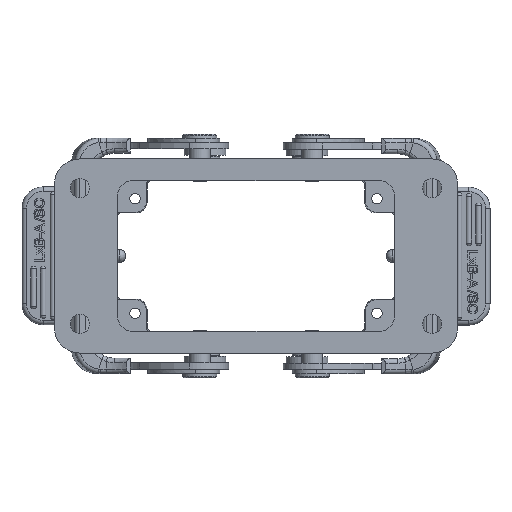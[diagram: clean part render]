
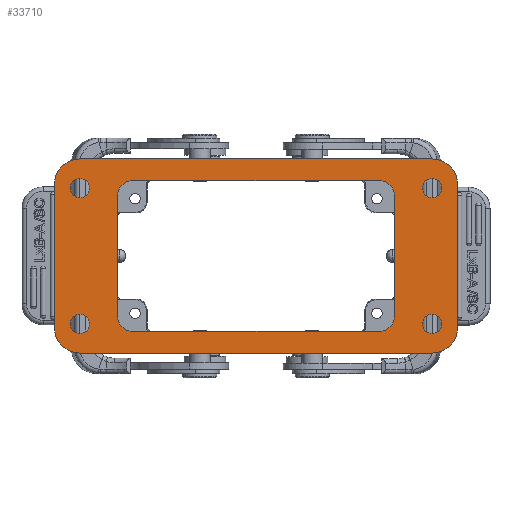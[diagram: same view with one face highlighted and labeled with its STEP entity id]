
A CAD part, front view. The second image highlights one B-rep face of the part: STEP entity #33710.
In plain terms, the highlighted planar face has unit normal (0, -1, 0).
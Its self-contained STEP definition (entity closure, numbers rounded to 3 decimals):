
#5558=CARTESIAN_POINT('',(5.999,0.,
-39.769));
#5559=DIRECTION('',(0.,1.,0.));
#5560=DIRECTION('',(0.,0.,-1.));
#5561=AXIS2_PLACEMENT_3D('',#5558,#5559,#5560);
#5563=CARTESIAN_POINT('',(5.999,0.,-5.999));
#5564=DIRECTION('',(0.,1.,0.));
#5565=DIRECTION('',(-1.,0.,0.));
#5566=AXIS2_PLACEMENT_3D('',#5563,#5564,#5565);
#5568=CARTESIAN_POINT('',(89.001,0.,-5.999));
#5569=DIRECTION('',(0.,1.,0.));
#5570=DIRECTION('',(0.,0.,1.));
#5571=AXIS2_PLACEMENT_3D('',#5568,#5569,#5570);
#5573=CARTESIAN_POINT('',(89.001,0.,-39.769));
#5574=DIRECTION('',(0.,1.,0.));
#5575=DIRECTION('',(1.,0.,0.));
#5576=AXIS2_PLACEMENT_3D('',#5573,#5574,#5575);
#5578=CARTESIAN_POINT('',(89.,0.,-6.884));
#5579=DIRECTION('',(0.,-1.,0.));
#5580=DIRECTION('',(-1.,0.,0.));
#5581=AXIS2_PLACEMENT_3D('',#5578,#5579,#5580);
#5583=CARTESIAN_POINT('',(89.,0.,-6.884));
#5584=DIRECTION('',(0.,-1.,0.));
#5585=DIRECTION('',(1.,0.,0.));
#5586=AXIS2_PLACEMENT_3D('',#5583,#5584,#5585);
#5588=CARTESIAN_POINT('',(89.,0.,-38.884));
#5589=DIRECTION('',(0.,-1.,0.));
#5590=DIRECTION('',(-1.,0.,0.));
#5591=AXIS2_PLACEMENT_3D('',#5588,#5589,#5590);
#5593=CARTESIAN_POINT('',(89.,0.,-38.884));
#5594=DIRECTION('',(0.,-1.,0.));
#5595=DIRECTION('',(1.,0.,0.));
#5596=AXIS2_PLACEMENT_3D('',#5593,#5594,#5595);
#5598=CARTESIAN_POINT('',(6.,0.,-6.884));
#5599=DIRECTION('',(0.,-1.,0.));
#5600=DIRECTION('',(-1.,0.,0.));
#5601=AXIS2_PLACEMENT_3D('',#5598,#5599,#5600);
#5603=CARTESIAN_POINT('',(6.,0.,-6.884));
#5604=DIRECTION('',(0.,-1.,0.));
#5605=DIRECTION('',(1.,0.,0.));
#5606=AXIS2_PLACEMENT_3D('',#5603,#5604,#5605);
#5608=CARTESIAN_POINT('',(6.,0.,-38.884));
#5609=DIRECTION('',(0.,-1.,0.));
#5610=DIRECTION('',(-1.,0.,0.));
#5611=AXIS2_PLACEMENT_3D('',#5608,#5609,#5610);
#5613=CARTESIAN_POINT('',(6.,0.,-38.884));
#5614=DIRECTION('',(0.,-1.,0.));
#5615=DIRECTION('',(1.,0.,0.));
#5616=AXIS2_PLACEMENT_3D('',#5613,#5614,#5615);
#5618=DIRECTION('',(-1.,0.,0.));
#5619=VECTOR('',#5618,58.177);
#5620=CARTESIAN_POINT('',(76.589,0.,-5.096));
#5621=LINE('',#5620,#5619);
#5622=CARTESIAN_POINT('',(18.411,0.,-8.595));
#5623=DIRECTION('',(0.,-1.,0.));
#5624=DIRECTION('',(0.,0.,1.));
#5625=AXIS2_PLACEMENT_3D('',#5622,#5623,#5624);
#5627=DIRECTION('',(0.,0.,-1.));
#5628=VECTOR('',#5627,28.577);
#5629=CARTESIAN_POINT('',(14.912,0.,-8.595));
#5630=LINE('',#5629,#5628);
#5631=CARTESIAN_POINT('',(18.411,0.,-37.173));
#5632=DIRECTION('',(0.,-1.,0.));
#5633=DIRECTION('',(-1.,0.,0.));
#5634=AXIS2_PLACEMENT_3D('',#5631,#5632,#5633);
#5636=DIRECTION('',(1.,0.,0.));
#5637=VECTOR('',#5636,58.177);
#5638=CARTESIAN_POINT('',(18.411,0.,-40.672));
#5639=LINE('',#5638,#5637);
#5640=CARTESIAN_POINT('',(76.589,0.,-37.173));
#5641=DIRECTION('',(0.,-1.,0.));
#5642=DIRECTION('',(0.,0.,-1.));
#5643=AXIS2_PLACEMENT_3D('',#5640,#5641,#5642);
#5645=DIRECTION('',(0.,0.,1.));
#5646=VECTOR('',#5645,28.577);
#5647=CARTESIAN_POINT('',(80.088,0.,-37.173));
#5648=LINE('',#5647,#5646);
#5649=CARTESIAN_POINT('',(76.589,0.,-8.595));
#5650=DIRECTION('',(0.,-1.,0.));
#5651=DIRECTION('',(1.,0.,0.));
#5652=AXIS2_PLACEMENT_3D('',#5649,#5650,#5651);
#5654=DIRECTION('',(1.,0.,0.));
#5655=VECTOR('',#5654,83.001);
#5656=CARTESIAN_POINT('',(5.999,0.,
-45.768));
#5657=LINE('',#5656,#5655);
#5734=DIRECTION('',(0.,0.,1.));
#5735=VECTOR('',#5734,33.769);
#5736=CARTESIAN_POINT('',(95.,0.,-39.769));
#5737=LINE('',#5736,#5735);
#5746=DIRECTION('',(-1.,0.,0.));
#5747=VECTOR('',#5746,83.001);
#5748=CARTESIAN_POINT('',(89.001,0.,0.));
#5749=LINE('',#5748,#5747);
#5758=DIRECTION('',(0.,0.,-1.));
#5759=VECTOR('',#5758,33.769);
#5760=CARTESIAN_POINT('',(0.,0.,-5.999));
#5761=LINE('',#5760,#5759);
#23158=CARTESIAN_POINT('',(18.412,0.,-5.096));
#23159=VERTEX_POINT('',#23158);
#23160=CARTESIAN_POINT('',(76.589,0.,-5.096));
#23161=VERTEX_POINT('',#23160);
#23162=CARTESIAN_POINT('',(14.912,0.,-8.595));
#23163=VERTEX_POINT('',#23162);
#23164=CARTESIAN_POINT('',(14.912,0.,-37.172));
#23165=VERTEX_POINT('',#23164);
#23166=CARTESIAN_POINT('',(18.411,0.,-40.672));
#23167=VERTEX_POINT('',#23166);
#23168=CARTESIAN_POINT('',(76.588,0.,-40.672));
#23169=VERTEX_POINT('',#23168);
#23170=CARTESIAN_POINT('',(80.088,0.,-37.173));
#23171=VERTEX_POINT('',#23170);
#23172=CARTESIAN_POINT('',(80.088,0.,-8.596));
#23173=VERTEX_POINT('',#23172);
#23174=CARTESIAN_POINT('',(5.999,0.,
-45.768));
#23175=CARTESIAN_POINT('',(89.001,0.,-45.768));
#23176=VERTEX_POINT('',#23174);
#23177=VERTEX_POINT('',#23175);
#23178=CARTESIAN_POINT('',(0.,0.,
-39.769));
#23179=VERTEX_POINT('',#23178);
#23180=CARTESIAN_POINT('',(0.,0.,-5.999));
#23181=VERTEX_POINT('',#23180);
#23182=CARTESIAN_POINT('',(5.999,0.,0.));
#23183=VERTEX_POINT('',#23182);
#23184=CARTESIAN_POINT('',(89.001,0.,0.));
#23185=VERTEX_POINT('',#23184);
#23186=CARTESIAN_POINT('',(95.,0.,-5.999));
#23187=VERTEX_POINT('',#23186);
#23188=CARTESIAN_POINT('',(95.,0.,-39.769));
#23189=VERTEX_POINT('',#23188);
#23190=CARTESIAN_POINT('',(86.75,0.,-6.884));
#23191=CARTESIAN_POINT('',(91.25,0.,-6.884));
#23192=VERTEX_POINT('',#23190);
#23193=VERTEX_POINT('',#23191);
#23194=CARTESIAN_POINT('',(86.75,0.,-38.884));
#23195=CARTESIAN_POINT('',(91.25,0.,-38.884));
#23196=VERTEX_POINT('',#23194);
#23197=VERTEX_POINT('',#23195);
#23198=CARTESIAN_POINT('',(3.75,0.,-6.884));
#23199=CARTESIAN_POINT('',(8.25,0.,-6.884));
#23200=VERTEX_POINT('',#23198);
#23201=VERTEX_POINT('',#23199);
#23202=CARTESIAN_POINT('',(3.75,0.,-38.884));
#23203=CARTESIAN_POINT('',(8.25,0.,-38.884));
#23204=VERTEX_POINT('',#23202);
#23205=VERTEX_POINT('',#23203);
#33653=CARTESIAN_POINT('',(47.5,0.,
-22.884));
#33654=DIRECTION('',(0.,1.,0.));
#33655=DIRECTION('',(1.,0.,0.));
#33656=AXIS2_PLACEMENT_3D('',#33653,#33654,#33655);
#33657=PLANE('',#33656);
#33659=ORIENTED_EDGE('',*,*,#33658,.F.);
#33661=ORIENTED_EDGE('',*,*,#33660,.T.);
#33663=ORIENTED_EDGE('',*,*,#33662,.F.);
#33665=ORIENTED_EDGE('',*,*,#33664,.T.);
#33667=ORIENTED_EDGE('',*,*,#33666,.F.);
#33669=ORIENTED_EDGE('',*,*,#33668,.T.);
#33671=ORIENTED_EDGE('',*,*,#33670,.F.);
#33673=ORIENTED_EDGE('',*,*,#33672,.T.);
#33674=EDGE_LOOP('',(#33659,#33661,#33663,#33665,#33667,#33669,#33671,#33673));
#33675=FACE_OUTER_BOUND('',#33674,.F.);
#33677=ORIENTED_EDGE('',*,*,#33676,.T.);
#33679=ORIENTED_EDGE('',*,*,#33678,.T.);
#33680=EDGE_LOOP('',(#33677,#33679));
#33681=FACE_BOUND('',#33680,.F.);
#33683=ORIENTED_EDGE('',*,*,#33682,.T.);
#33685=ORIENTED_EDGE('',*,*,#33684,.T.);
#33686=EDGE_LOOP('',(#33683,#33685));
#33687=FACE_BOUND('',#33686,.F.);
#33689=ORIENTED_EDGE('',*,*,#33688,.T.);
#33691=ORIENTED_EDGE('',*,*,#33690,.T.);
#33692=EDGE_LOOP('',(#33689,#33691));
#33693=FACE_BOUND('',#33692,.F.);
#33695=ORIENTED_EDGE('',*,*,#33694,.T.);
#33697=ORIENTED_EDGE('',*,*,#33696,.T.);
#33698=EDGE_LOOP('',(#33695,#33697));
#33699=FACE_BOUND('',#33698,.F.);
#33700=ORIENTED_EDGE('',*,*,#33549,.T.);
#33701=ORIENTED_EDGE('',*,*,#33564,.T.);
#33702=ORIENTED_EDGE('',*,*,#33578,.T.);
#33703=ORIENTED_EDGE('',*,*,#33592,.T.);
#33704=ORIENTED_EDGE('',*,*,#33606,.T.);
#33705=ORIENTED_EDGE('',*,*,#33620,.T.);
#33706=ORIENTED_EDGE('',*,*,#33634,.T.);
#33707=ORIENTED_EDGE('',*,*,#33647,.T.);
#33708=EDGE_LOOP('',(#33700,#33701,#33702,#33703,#33704,#33705,#33706,#33707));
#33709=FACE_BOUND('',#33708,.F.);
#33710=ADVANCED_FACE('',(#33675,#33681,#33687,#33693,#33699,#33709),#33657,.F.);
#5562=CIRCLE('',#5561,5.999);
#5567=CIRCLE('',#5566,5.999);
#5572=CIRCLE('',#5571,5.999);
#5577=CIRCLE('',#5576,5.999);
#5582=CIRCLE('',#5581,2.25);
#5587=CIRCLE('',#5586,2.25);
#5592=CIRCLE('',#5591,2.25);
#5597=CIRCLE('',#5596,2.25);
#5602=CIRCLE('',#5601,2.25);
#5607=CIRCLE('',#5606,2.25);
#5612=CIRCLE('',#5611,2.25);
#5617=CIRCLE('',#5616,2.25);
#5626=CIRCLE('',#5625,3.499);
#5635=CIRCLE('',#5634,3.499);
#5644=CIRCLE('',#5643,3.499);
#5653=CIRCLE('',#5652,3.499);
#33549=EDGE_CURVE('',#23161,#23159,#5621,.T.);
#33564=EDGE_CURVE('',#23159,#23163,#5626,.T.);
#33578=EDGE_CURVE('',#23163,#23165,#5630,.T.);
#33592=EDGE_CURVE('',#23165,#23167,#5635,.T.);
#33606=EDGE_CURVE('',#23167,#23169,#5639,.T.);
#33620=EDGE_CURVE('',#23169,#23171,#5644,.T.);
#33634=EDGE_CURVE('',#23171,#23173,#5648,.T.);
#33647=EDGE_CURVE('',#23173,#23161,#5653,.T.);
#33658=EDGE_CURVE('',#23176,#23177,#5657,.T.);
#33660=EDGE_CURVE('',#23176,#23179,#5562,.T.);
#33662=EDGE_CURVE('',#23181,#23179,#5761,.T.);
#33664=EDGE_CURVE('',#23181,#23183,#5567,.T.);
#33666=EDGE_CURVE('',#23185,#23183,#5749,.T.);
#33668=EDGE_CURVE('',#23185,#23187,#5572,.T.);
#33670=EDGE_CURVE('',#23189,#23187,#5737,.T.);
#33672=EDGE_CURVE('',#23189,#23177,#5577,.T.);
#33676=EDGE_CURVE('',#23192,#23193,#5582,.T.);
#33678=EDGE_CURVE('',#23193,#23192,#5587,.T.);
#33682=EDGE_CURVE('',#23196,#23197,#5592,.T.);
#33684=EDGE_CURVE('',#23197,#23196,#5597,.T.);
#33688=EDGE_CURVE('',#23200,#23201,#5602,.T.);
#33690=EDGE_CURVE('',#23201,#23200,#5607,.T.);
#33694=EDGE_CURVE('',#23204,#23205,#5612,.T.);
#33696=EDGE_CURVE('',#23205,#23204,#5617,.T.);
